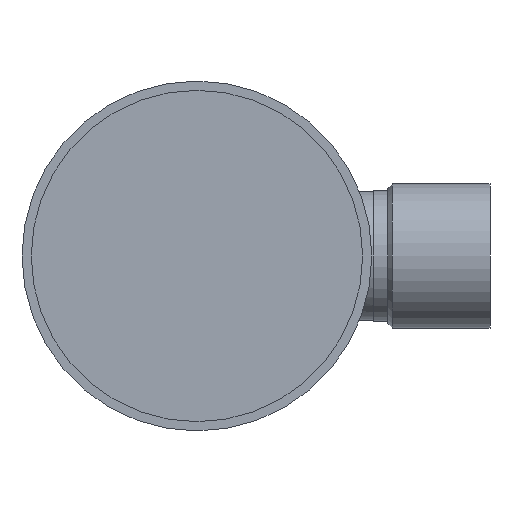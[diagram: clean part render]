
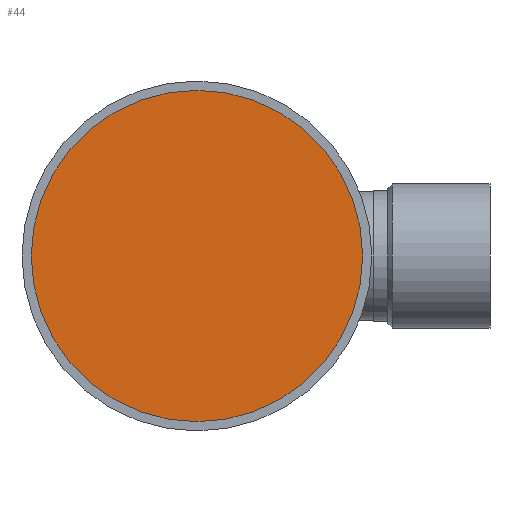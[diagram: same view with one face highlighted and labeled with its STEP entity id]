
A CAD part, front view. The second image highlights one B-rep face of the part: STEP entity #44.
In plain terms, the highlighted planar face has unit normal (0, -1, 0).
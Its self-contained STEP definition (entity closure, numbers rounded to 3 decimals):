
#44 = ADVANCED_FACE( '', ( #101 ), #102, .F. );
#101 = FACE_OUTER_BOUND( '', #186, .T. );
#102 = PLANE( '', #187 );
#186 = EDGE_LOOP( '', ( #265 ) );
#187 = AXIS2_PLACEMENT_3D( '', #266, #267, #268 );
#265 = ORIENTED_EDGE( '', *, *, #383, .F. );
#266 = CARTESIAN_POINT( '', ( 0., -76., 0. ) );
#267 = DIRECTION( '', ( 0., 1., 0. ) );
#268 = DIRECTION( '', ( 0., 0., 1. ) );
#383 = EDGE_CURVE( '', #422, #422, #423, .T. );
#422 = VERTEX_POINT( '', #480 );
#423 = CIRCLE( '', #481, 54. );
#480 = CARTESIAN_POINT( '', ( 54., -76., 0. ) );
#481 = AXIS2_PLACEMENT_3D( '', #648, #649, #650 );
#648 = CARTESIAN_POINT( '', ( 0., -76., 0. ) );
#649 = DIRECTION( '', ( 0., 1., 0. ) );
#650 = DIRECTION( '', ( 1., 0., 0. ) );
